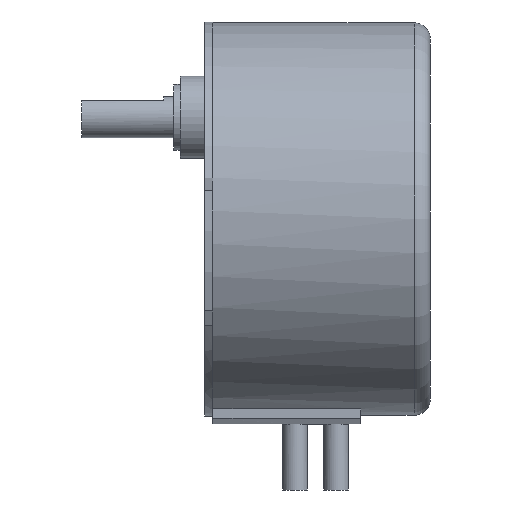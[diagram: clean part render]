
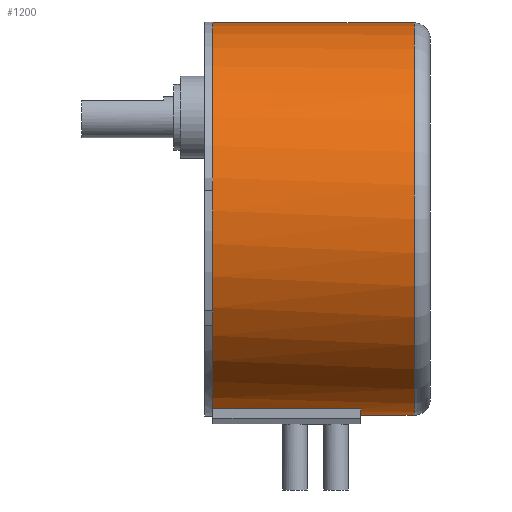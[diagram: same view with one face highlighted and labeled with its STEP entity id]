
A CAD part, front view. The second image highlights one B-rep face of the part: STEP entity #1200.
In plain terms, the highlighted cylindrical face has radius 23.9 mm (diameter 47.8 mm), a partial arc.
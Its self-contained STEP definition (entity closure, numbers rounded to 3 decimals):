
#505=CARTESIAN_POINT('POINT230',(25.5,0.,
   11.5));
#506=VERTEX_POINT('VERTEX230',#505);
#515=CARTESIAN_POINT('POINT231',(25.5,0.,
   -36.3));
#516=VERTEX_POINT('VERTEX231',#515);
#1036=CARTESIAN_POINT('POS400',(25.5,0.,-12.4));
#1037=DIRECTION('DIR618',(-1.,0.,0.));
#1038=DIRECTION('DIR619',(0.,0.,-1.));
#1039=AXIS2_PLACEMENT_3D('AXIS219',#1036,#1037,#1038);
#1040=CIRCLE('ELLIPSE111',#1039,23.9);
#1041=EDGE_CURVE('EDGE402',#516,#506,#1040,.T.);
#1048=CARTESIAN_POINT('POINT267',(19.,0.,
   -36.3));
#1049=VERTEX_POINT('VERTEX267',#1048);
#1050=CARTESIAN_POINT('POS401',(12.75,0.,
   -36.3));
#1051=DIRECTION('DIR620',(-1.,0.,0.));
#1052=VECTOR('VEC182',#1051,1.);
#1053=LINE('STRAIGHT182',#1050,#1052);
#1054=EDGE_CURVE('EDGE403',#516,#1049,#1053,.T.);
#1058=CARTESIAN_POINT('POS402',(19.,0.,-12.4));
#1059=DIRECTION('DIR621',(-1.,0.,0.));
#1060=DIRECTION('DIR622',(0.,0.,-1.));
#1061=AXIS2_PLACEMENT_3D('AXIS220',#1058,#1059,#1060);
#1062=CIRCLE('ELLIPSE112',#1061,23.9);
#1073=CARTESIAN_POINT('POINT270',(1.,0.,
   11.5));
#1074=VERTEX_POINT('VERTEX270',#1073);
#1075=CARTESIAN_POINT('POS404',(1.,0.,-12.4));
#1076=DIRECTION('DIR624',(1.,0.,0.));
#1077=DIRECTION('DIR625',(0.,0.,-1.));
#1078=AXIS2_PLACEMENT_3D('AXIS221',#1075,#1076,#1077);
#1079=CIRCLE('ELLIPSE113',#1078,23.9);
#1082=CARTESIAN_POINT('POS405',(12.75,0.,
   11.5));
#1083=DIRECTION('DIR626',(1.,0.,0.));
#1084=VECTOR('VEC184',#1083,1.);
#1085=LINE('STRAIGHT184',#1082,#1084);
#1086=EDGE_CURVE('EDGE407',#1074,#506,#1085,.T.);
#1091=CARTESIAN_POINT('POS406',(12.75,0.,-12.4));
#1092=DIRECTION('DIR627',(-1.,0.,0.));
#1093=DIRECTION('DIR628',(0.,0.,-1.));
#1094=AXIS2_PLACEMENT_3D('AXIS222',#1091,#1092,#1093);
#1095=CYLINDRICAL_SURFACE('CONE_SURF47',#1094,23.9);
#1149=CARTESIAN_POINT('POINT274',(1.,-6.,
   -35.535));
#1150=VERTEX_POINT('VERTEX274',#1149);
#1157=EDGE_CURVE('EDGE414',#1074,#1150,#1079,.T.);
#1184=ORIENTED_EDGE('COEDGE821',*,*,#1054,.F.);
#1185=ORIENTED_EDGE('COEDGE822',*,*,#1041,.T.);
#1186=ORIENTED_EDGE('COEDGE823',*,*,#1086,.F.);
#1187=ORIENTED_EDGE('COEDGE824',*,*,#1157,.T.);
#1188=CARTESIAN_POINT('POINT275',(19.,-6.,
   -35.535));
#1189=VERTEX_POINT('VERTEX275',#1188);
#1190=CARTESIAN_POINT('POS412',(12.75,-6.,
   -35.535));
#1191=DIRECTION('DIR636',(-1.,0.,0.));
#1192=VECTOR('VEC188',#1191,1.);
#1193=LINE('STRAIGHT188',#1190,#1192);
#1194=EDGE_CURVE('EDGE416',#1189,#1150,#1193,.T.);
#1195=ORIENTED_EDGE('COEDGE825',*,*,#1194,.F.);
#1196=EDGE_CURVE('EDGE417',#1049,#1189,#1062,.T.);
#1197=ORIENTED_EDGE('COEDGE826',*,*,#1196,.F.);
#1198=EDGE_LOOP('NONE',(#1184,#1185,#1186,#1187,#1195,#1197));
#1199=FACE_BOUND('LOOP1',#1198,.T.);
#1200=ADVANCED_FACE('FACE164',(#1199),#1095,.T.);
